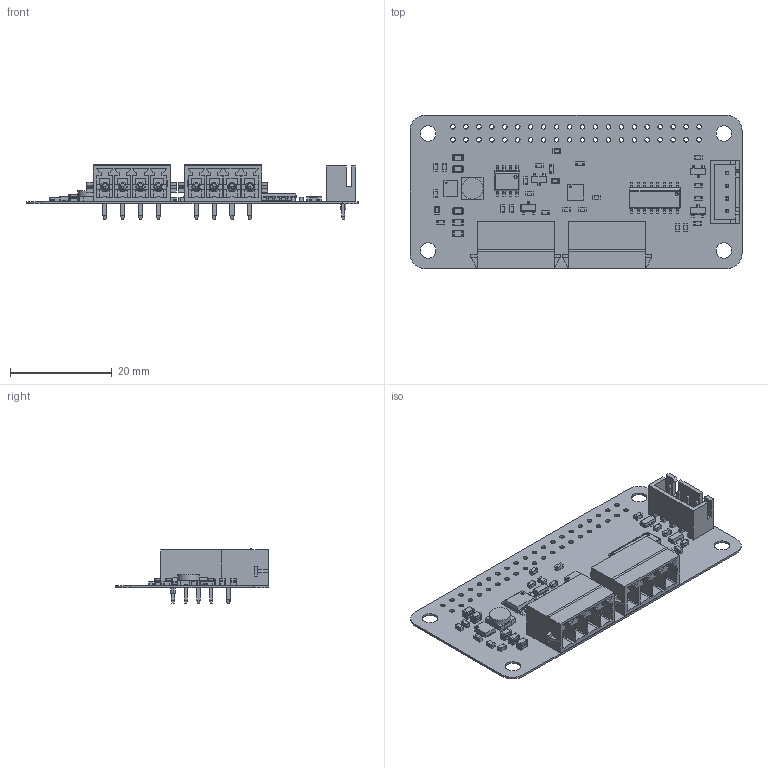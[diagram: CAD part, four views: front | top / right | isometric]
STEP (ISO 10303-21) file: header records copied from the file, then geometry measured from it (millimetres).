
FILE_DESCRIPTION(('Open CASCADE Model'),'2;1');
FILE_NAME('Open CASCADE Shape Model','2019-05-29T08:22:20',('Author'),( 'Open CASCADE'),'Open CASCADE STEP processor 6.8','Open CASCADE 6.8' ,'Unknown');
FILE_SCHEMA(('AUTOMOTIVE_DESIGN { 1 0 10303 214 1 1 1 1 }'));
Length unit declared in the file: millimetre
Products named in the file (72): PCB; Board; Open CASCADE STEP translator 6.8 1.1.1; R22; R0603; R21; U2; SW3DPS-SO-8_(PIC12FXXX)-DEFAULT; P1; 691305140004; 6913051400xx_PIN; U4; User_Library-soic16-1; U3; 5774207440; Open_CASCADE_STEP_translator_6.8_1.1; Body; Open_CASCADE_STEP_translator_6.8_1.2.1; Thermal_Shape; Pin_Shape; Open_CASCADE_STEP_translator_6.8_1.4.1; T5; 3-lead_sot23-3; T4; R20; R19; R18; R17; P2; CON2; SW3dPS-jst-b4b-xh-a-1; C12; C_SMD_0603; C11; C10; C9; C8; R4; R1; U1 ...
Assembly tree (148 placements, depth 5):
  PCB
    Board
      Open CASCADE STEP translator 6.8 1.1.1
    R22
      R0603
    R21
      R0603
    U2
      SW3DPS-SO-8_(PIC12FXXX)-DEFAULT
    P1
      691305140004
        6913051400xx_PIN  x4
        691305140004
    U4
      User_Library-soic16-1
    U3
      5774207440
        Open_CASCADE_STEP_translator_6.8_1.1
        Body
          Open_CASCADE_STEP_translator_6.8_1.2.1
        Thermal_Shape
        Pin_Shape  x24
          Open_CASCADE_STEP_translator_6.8_1.4.1
    T5
      3-lead_sot23-3
    T4
      3-lead_sot23-3
    R20
      R0603
    R19
      R0603
    R18
      R0603
    R17
      R0603
    P2
      691305140004
        6913051400xx_PIN  x4
        691305140004
    CON2
      SW3dPS-jst-b4b-xh-a-1
    C12
      C_SMD_0603
    C11
      C_SMD_0603
    C10
      C_SMD_0603
    C9
      C_SMD_0603
    C8
      C_SMD_0603
    R4
      R0603
    R1
      R0603
    U1
      6555829728
        Open_CASCADE_STEP_translator_6.8_4.1
        Body
          Open_CASCADE_STEP_translator_6.8_4.2.1
Bounding box: 65.1 x 30.1 x 10.7 mm (x, y, z)
Volume: 2116.1 mm3; surface area: 8480 mm2
Topology: 107 solids, 109 shells, 3507 faces, 8144 edges, 4585 vertices
Faces by surface type: plane 2174, cylinder 1007, sphere 260, bspline 56, torus 8, cone 2
Full cylindrical faces by diameter (mm): 0.325 x1, 0.388 x1, 0.9 x40, 1.1 x4, 1.4 x8, 1.8 x8, 3.05 x4, 4.2 x1
Entity records: 38901 total; most frequent: CARTESIAN_POINT 6019, DIRECTION 5798, ORIENTED_EDGE 5566, EDGE_CURVE 2784, LINE 2190, VECTOR 2190, AXIS2_PLACEMENT_3D 1804, VERTEX_POINT 1753
